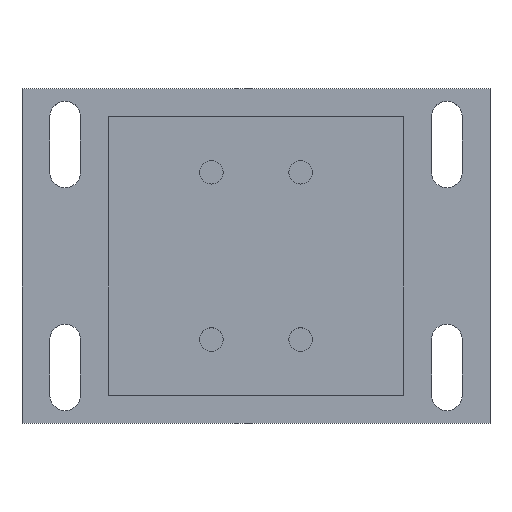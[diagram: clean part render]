
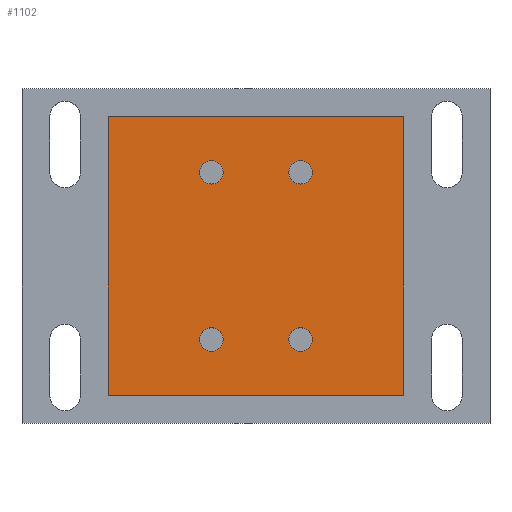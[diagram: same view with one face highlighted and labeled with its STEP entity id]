
A CAD part, top view. The second image highlights one B-rep face of the part: STEP entity #1102.
In plain terms, the highlighted planar face has unit normal (0, 0, 1).
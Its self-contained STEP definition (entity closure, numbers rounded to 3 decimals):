
#15=FACE_BOUND('',#151,.T.);
#16=FACE_BOUND('',#152,.T.);
#17=FACE_BOUND('',#153,.T.);
#18=FACE_BOUND('',#154,.T.);
#32=PLANE('',#1187);
#87=FACE_OUTER_BOUND('',#150,.T.);
#150=EDGE_LOOP('',(#790,#791,#792,#793));
#151=EDGE_LOOP('',(#794));
#152=EDGE_LOOP('',(#795));
#153=EDGE_LOOP('',(#796));
#154=EDGE_LOOP('',(#797));
#230=LINE('',#1598,#362);
#231=LINE('',#1600,#363);
#232=LINE('',#1602,#364);
#233=LINE('',#1603,#365);
#362=VECTOR('',#1294,10.);
#363=VECTOR('',#1295,10.);
#364=VECTOR('',#1296,10.);
#365=VECTOR('',#1297,10.);
#490=CIRCLE('',#1176,2.1);
#492=CIRCLE('',#1179,2.1);
#494=CIRCLE('',#1182,2.1);
#496=CIRCLE('',#1185,2.1);
#514=VERTEX_POINT('',#1572);
#516=VERTEX_POINT('',#1578);
#518=VERTEX_POINT('',#1584);
#520=VERTEX_POINT('',#1590);
#522=VERTEX_POINT('',#1596);
#523=VERTEX_POINT('',#1597);
#524=VERTEX_POINT('',#1599);
#525=VERTEX_POINT('',#1601);
#618=EDGE_CURVE('',#514,#514,#490,.T.);
#621=EDGE_CURVE('',#516,#516,#492,.T.);
#624=EDGE_CURVE('',#518,#518,#494,.T.);
#627=EDGE_CURVE('',#520,#520,#496,.T.);
#630=EDGE_CURVE('',#522,#523,#230,.T.);
#631=EDGE_CURVE('',#523,#524,#231,.T.);
#632=EDGE_CURVE('',#524,#525,#232,.T.);
#633=EDGE_CURVE('',#525,#522,#233,.T.);
#790=ORIENTED_EDGE('',*,*,#630,.T.);
#791=ORIENTED_EDGE('',*,*,#631,.T.);
#792=ORIENTED_EDGE('',*,*,#632,.T.);
#793=ORIENTED_EDGE('',*,*,#633,.T.);
#794=ORIENTED_EDGE('',*,*,#627,.T.);
#795=ORIENTED_EDGE('',*,*,#624,.T.);
#796=ORIENTED_EDGE('',*,*,#621,.T.);
#797=ORIENTED_EDGE('',*,*,#618,.T.);
#1102=ADVANCED_FACE('',(#87,#15,#16,#17,#18),#32,.T.);
#1176=AXIS2_PLACEMENT_3D('',#1573,#1266,#1267);
#1179=AXIS2_PLACEMENT_3D('',#1579,#1273,#1274);
#1182=AXIS2_PLACEMENT_3D('',#1585,#1280,#1281);
#1185=AXIS2_PLACEMENT_3D('',#1591,#1287,#1288);
#1187=AXIS2_PLACEMENT_3D('',#1595,#1292,#1293);
#1266=DIRECTION('center_axis',(0.,0.,-1.));
#1267=DIRECTION('ref_axis',(-1.,0.,0.));
#1273=DIRECTION('center_axis',(0.,0.,-1.));
#1274=DIRECTION('ref_axis',(-1.,0.,0.));
#1280=DIRECTION('center_axis',(0.,0.,-1.));
#1281=DIRECTION('ref_axis',(-1.,0.,0.));
#1287=DIRECTION('center_axis',(0.,0.,-1.));
#1288=DIRECTION('ref_axis',(-1.,0.,0.));
#1292=DIRECTION('center_axis',(0.,0.,1.));
#1293=DIRECTION('ref_axis',(-1.,0.,0.));
#1294=DIRECTION('',(0.,-1.,0.));
#1295=DIRECTION('',(1.,0.,0.));
#1296=DIRECTION('',(0.,1.,0.));
#1297=DIRECTION('',(-1.,0.,0.));
#1572=CARTESIAN_POINT('',(52.1,45.,3.7));
#1573=CARTESIAN_POINT('Origin',(50.,45.,3.7));
#1578=CARTESIAN_POINT('',(36.1,45.,3.7));
#1579=CARTESIAN_POINT('Origin',(34.,45.,3.7));
#1584=CARTESIAN_POINT('',(52.1,15.,3.7));
#1585=CARTESIAN_POINT('Origin',(50.,15.,3.7));
#1590=CARTESIAN_POINT('',(36.1,15.,3.7));
#1591=CARTESIAN_POINT('Origin',(34.,15.,3.7));
#1595=CARTESIAN_POINT('Origin',(42.,30.,3.7));
#1596=CARTESIAN_POINT('',(15.5,55.,3.7));
#1597=CARTESIAN_POINT('',(15.5,5.,3.7));
#1598=CARTESIAN_POINT('',(15.5,55.,3.7));
#1599=CARTESIAN_POINT('',(68.5,5.,3.7));
#1600=CARTESIAN_POINT('',(15.5,5.,3.7));
#1601=CARTESIAN_POINT('',(68.5,55.,3.7));
#1602=CARTESIAN_POINT('',(68.5,5.,3.7));
#1603=CARTESIAN_POINT('',(68.5,55.,3.7));
